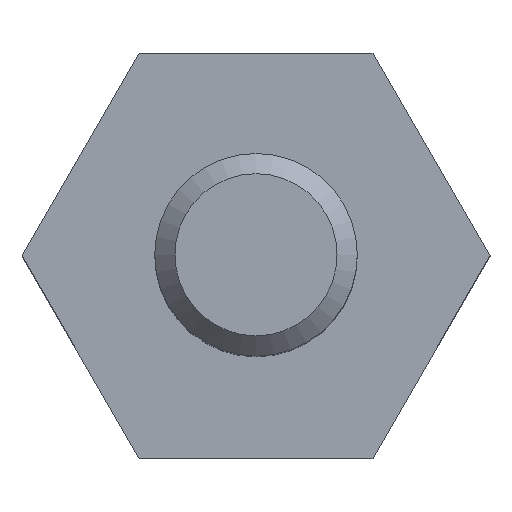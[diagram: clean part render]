
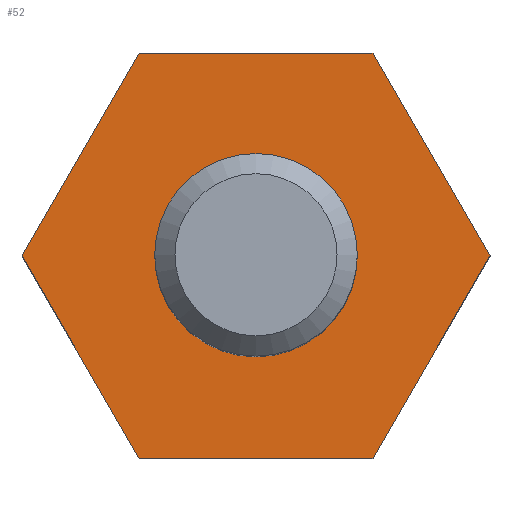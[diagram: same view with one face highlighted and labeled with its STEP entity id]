
A CAD part, top view. The second image highlights one B-rep face of the part: STEP entity #52.
In plain terms, the highlighted planar face has unit normal (0, 0, 1).
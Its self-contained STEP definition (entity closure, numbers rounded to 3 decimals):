
#52 = ADVANCED_FACE( '', ( #122, #123 ), #124, .T. );
#122 = FACE_BOUND( '', #220, .T. );
#123 = FACE_OUTER_BOUND( '', #221, .T. );
#124 = PLANE( '', #222 );
#220 = EDGE_LOOP( '', ( #318 ) );
#221 = EDGE_LOOP( '', ( #319, #320, #321, #322, #323, #324 ) );
#222 = AXIS2_PLACEMENT_3D( '', #325, #326, #327 );
#318 = ORIENTED_EDGE( '', *, *, #504, .T. );
#319 = ORIENTED_EDGE( '', *, *, #505, .T. );
#320 = ORIENTED_EDGE( '', *, *, #506, .T. );
#321 = ORIENTED_EDGE( '', *, *, #507, .T. );
#322 = ORIENTED_EDGE( '', *, *, #508, .T. );
#323 = ORIENTED_EDGE( '', *, *, #509, .T. );
#324 = ORIENTED_EDGE( '', *, *, #502, .T. );
#325 = CARTESIAN_POINT( '', ( 0., 0., 0. ) );
#326 = DIRECTION( '', ( 0., 0., 1. ) );
#327 = DIRECTION( '', ( 1., 0., 0. ) );
#502 = EDGE_CURVE( '', #568, #574, #576, .T. );
#504 = EDGE_CURVE( '', #578, #578, #579, .F. );
#505 = EDGE_CURVE( '', #574, #580, #581, .T. );
#506 = EDGE_CURVE( '', #580, #582, #583, .T. );
#507 = EDGE_CURVE( '', #582, #584, #585, .T. );
#508 = EDGE_CURVE( '', #584, #586, #587, .T. );
#509 = EDGE_CURVE( '', #586, #568, #588, .T. );
#568 = VERTEX_POINT( '', #666 );
#574 = VERTEX_POINT( '', #675 );
#576 = LINE( '', #678, #679 );
#578 = VERTEX_POINT( '', #681 );
#579 = CIRCLE( '', #682, 1.3 );
#580 = VERTEX_POINT( '', #683 );
#581 = LINE( '', #684, #685 );
#582 = VERTEX_POINT( '', #686 );
#583 = LINE( '', #687, #688 );
#584 = VERTEX_POINT( '', #689 );
#585 = LINE( '', #690, #691 );
#586 = VERTEX_POINT( '', #692 );
#587 = LINE( '', #693, #694 );
#588 = LINE( '', #695, #696 );
#666 = CARTESIAN_POINT( '', ( -3.464, 0., 0. ) );
#675 = CARTESIAN_POINT( '', ( -1.732, -3., 0. ) );
#678 = CARTESIAN_POINT( '', ( -3.464, 0., 0. ) );
#679 = VECTOR( '', #790, 1000. );
#681 = CARTESIAN_POINT( '', ( 1.3, 0., 0. ) );
#682 = AXIS2_PLACEMENT_3D( '', #791, #792, #793 );
#683 = CARTESIAN_POINT( '', ( 1.732, -3., 0. ) );
#684 = CARTESIAN_POINT( '', ( -1.732, -3., 0. ) );
#685 = VECTOR( '', #794, 1000. );
#686 = CARTESIAN_POINT( '', ( 3.464, 0., 0. ) );
#687 = CARTESIAN_POINT( '', ( 1.732, -3., 0. ) );
#688 = VECTOR( '', #795, 1000. );
#689 = CARTESIAN_POINT( '', ( 1.732, 3., 0. ) );
#690 = CARTESIAN_POINT( '', ( 3.464, 0., 0. ) );
#691 = VECTOR( '', #796, 1000. );
#692 = CARTESIAN_POINT( '', ( -1.732, 3., 0. ) );
#693 = CARTESIAN_POINT( '', ( 1.732, 3., 0. ) );
#694 = VECTOR( '', #797, 1000. );
#695 = CARTESIAN_POINT( '', ( -1.732, 3., 0. ) );
#696 = VECTOR( '', #798, 1000. );
#790 = DIRECTION( '', ( 0.5, -0.866, 0. ) );
#791 = CARTESIAN_POINT( '', ( 0., 0., 0. ) );
#792 = DIRECTION( '', ( 0., 0., 1. ) );
#793 = DIRECTION( '', ( 1., 0., 0. ) );
#794 = DIRECTION( '', ( 1., 0., 0. ) );
#795 = DIRECTION( '', ( 0.5, 0.866, 0. ) );
#796 = DIRECTION( '', ( -0.5, 0.866, 0. ) );
#797 = DIRECTION( '', ( -1., 0., 0. ) );
#798 = DIRECTION( '', ( -0.5, -0.866, 0. ) );
